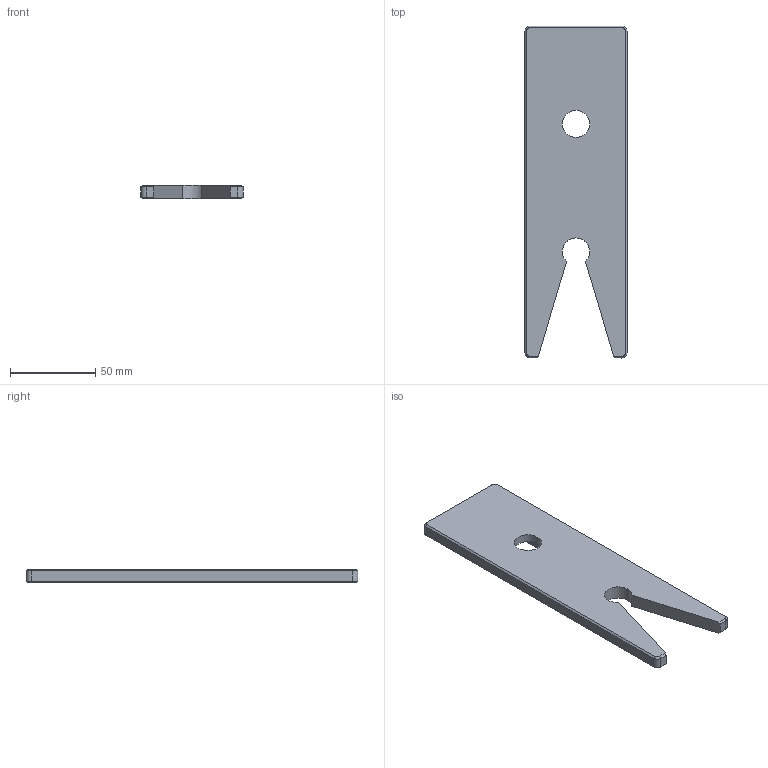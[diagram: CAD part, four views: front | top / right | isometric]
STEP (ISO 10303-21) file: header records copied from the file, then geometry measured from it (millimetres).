
FILE_DESCRIPTION(/* description */ (''),/* implementation_level */ '2;1');
FILE_NAME(/* name */ 'Jewelry Sawing Block.step',/* time_stamp */ '2025-08-28T16:17:30-05:00',/* author */ (''),/* organization */ (''),/* preprocessor_version */ 'ST-DEVELOPER v20.1',/* originating_system */ 'Autodesk Translation Framework v14.10.0.0',/* authorisation */ '');
FILE_SCHEMA (('AUTOMOTIVE_DESIGN { 1 0 10303 214 3 1 1 }'));
Length unit declared in the file: millimetre
Products named in the file (2): (Unsaved); Jewelry Sawing Block
Assembly tree (1 placements, depth 2):
  (Unsaved)
    Jewelry Sawing Block
Bounding box: 60 x 195 x 8 mm (x, y, z)
Volume: 74846.7 mm3; surface area: 24458.5 mm2
Topology: 1 solids, 1 shells, 37 faces, 91 edges, 55 vertices
Faces by surface type: plane 23, cone 8, cylinder 6
Full cylindrical faces by diameter (mm): 16 x1
Entity records: 1127 total; most frequent: DIRECTION 192, CARTESIAN_POINT 186, ORIENTED_EDGE 182, EDGE_CURVE 91, LINE 70, VECTOR 70, AXIS2_PLACEMENT_3D 61, VERTEX_POINT 55
